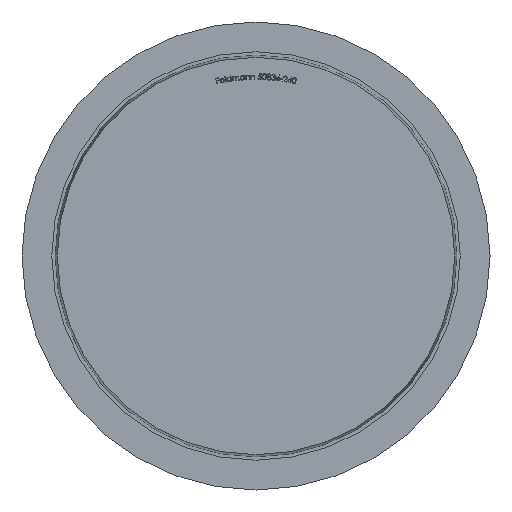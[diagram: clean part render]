
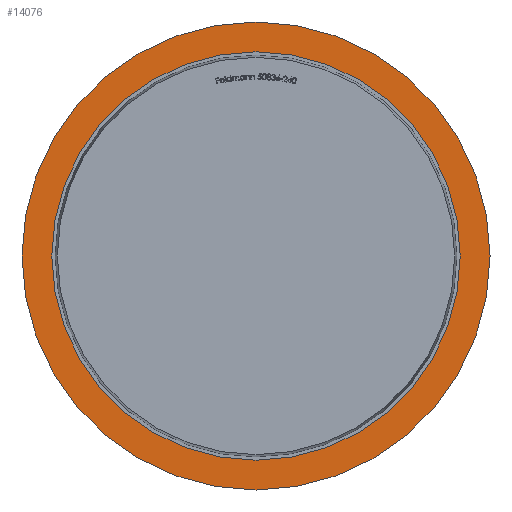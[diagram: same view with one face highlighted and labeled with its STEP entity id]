
A CAD part, front view. The second image highlights one B-rep face of the part: STEP entity #14076.
In plain terms, the highlighted planar face has unit normal (0, -1, 0).
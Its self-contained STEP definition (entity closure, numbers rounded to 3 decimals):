
#978 = CARTESIAN_POINT ( 'NONE',  ( 0., 4.5, 0. ) ) ;
#994 = EDGE_CURVE ( 'NONE', #11564, #3467, #14225, .T. ) ;
#1066 = AXIS2_PLACEMENT_3D ( 'NONE', #8872, #3319, #6794 ) ;
#1360 = CARTESIAN_POINT ( 'NONE',  ( 0., 4.5, -18.2 ) ) ;
#1568 = EDGE_LOOP ( 'NONE', ( #10242, #5789 ) ) ;
#1725 = VERTEX_POINT ( 'NONE', #3582 ) ;
#2387 = CIRCLE ( 'NONE', #1066, 21.2 ) ;
#3007 = DIRECTION ( 'NONE',  ( 0., 0., 1. ) ) ;
#3116 = EDGE_CURVE ( 'NONE', #3467, #11564, #6594, .T. ) ;
#3319 = DIRECTION ( 'NONE',  ( 0., 1., 0. ) ) ;
#3347 = FACE_OUTER_BOUND ( 'NONE', #1568, .T. ) ;
#3467 = VERTEX_POINT ( 'NONE', #11465 ) ;
#3582 = CARTESIAN_POINT ( 'NONE',  ( 0., 4.5, 21.2 ) ) ;
#3626 = CARTESIAN_POINT ( 'NONE',  ( 0., 4.5, -21.2 ) ) ;
#3813 = AXIS2_PLACEMENT_3D ( 'NONE', #9864, #9822, #7711 ) ;
#5379 = EDGE_LOOP ( 'NONE', ( #12374, #12688 ) ) ;
#5789 = ORIENTED_EDGE ( 'NONE', *, *, #7226, .F. ) ;
#5895 = DIRECTION ( 'NONE',  ( 0., 0., 1. ) ) ;
#6377 = CIRCLE ( 'NONE', #9027, 21.2 ) ;
#6382 = EDGE_CURVE ( 'NONE', #1725, #14308, #6377, .T. ) ;
#6594 = CIRCLE ( 'NONE', #11070, 18.2 ) ;
#6794 = DIRECTION ( 'NONE',  ( 0., 0., 1. ) ) ;
#7002 = DIRECTION ( 'NONE',  ( 0., 1., 0. ) ) ;
#7226 = EDGE_CURVE ( 'NONE', #14308, #1725, #2387, .T. ) ;
#7711 = DIRECTION ( 'NONE',  ( 0., 0., -1. ) ) ;
#8872 = CARTESIAN_POINT ( 'NONE',  ( 0., 4.5, 0. ) ) ;
#9027 = AXIS2_PLACEMENT_3D ( 'NONE', #13641, #7002, #5895 ) ;
#9773 = PLANE ( 'NONE',  #3813 ) ;
#9822 = DIRECTION ( 'NONE',  ( 0., -1., 0. ) ) ;
#9864 = CARTESIAN_POINT ( 'NONE',  ( 0., 4.5, 0. ) ) ;
#10242 = ORIENTED_EDGE ( 'NONE', *, *, #6382, .F. ) ;
#10772 = DIRECTION ( 'NONE',  ( 0., 0., 1. ) ) ;
#11070 = AXIS2_PLACEMENT_3D ( 'NONE', #978, #11933, #3007 ) ;
#11465 = CARTESIAN_POINT ( 'NONE',  ( 0., 4.5, 18.2 ) ) ;
#11564 = VERTEX_POINT ( 'NONE', #1360 ) ;
#11778 = DIRECTION ( 'NONE',  ( 0., 1., 0. ) ) ;
#11818 = CARTESIAN_POINT ( 'NONE',  ( 0., 4.5, 0. ) ) ;
#11933 = DIRECTION ( 'NONE',  ( 0., 1., 0. ) ) ;
#11979 = FACE_BOUND ( 'NONE', #5379, .T. ) ;
#12374 = ORIENTED_EDGE ( 'NONE', *, *, #994, .T. ) ;
#12688 = ORIENTED_EDGE ( 'NONE', *, *, #3116, .T. ) ;
#13334 = AXIS2_PLACEMENT_3D ( 'NONE', #11818, #11778, #10772 ) ;
#13641 = CARTESIAN_POINT ( 'NONE',  ( 0., 4.5, 0. ) ) ;
#14076 = ADVANCED_FACE ( 'NONE', ( #11979, #3347 ), #9773, .T. ) ;
#14225 = CIRCLE ( 'NONE', #13334, 18.2 ) ;
#14308 = VERTEX_POINT ( 'NONE', #3626 ) ;
